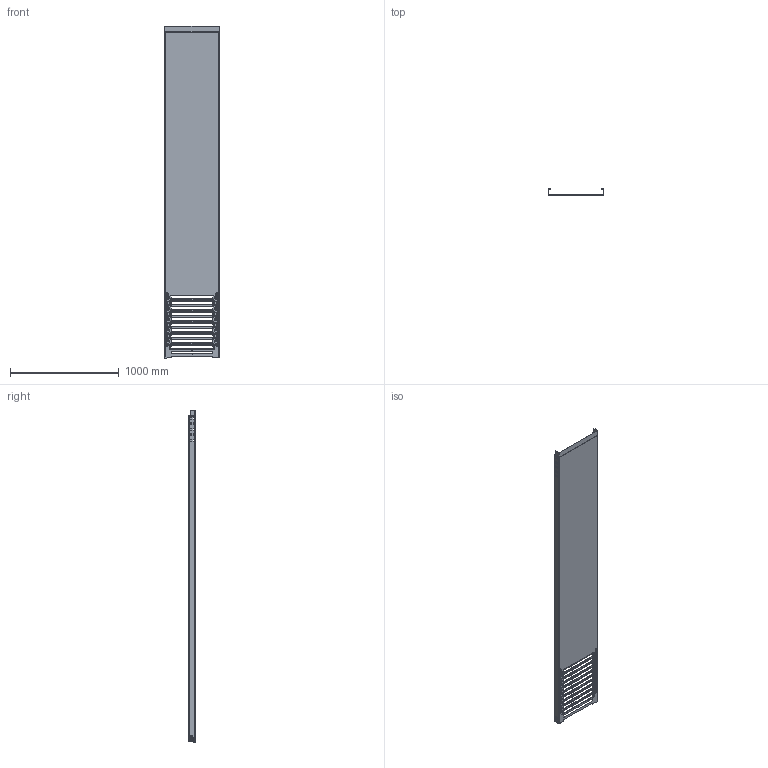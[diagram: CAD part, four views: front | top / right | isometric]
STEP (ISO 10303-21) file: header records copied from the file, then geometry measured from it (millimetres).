
FILE_DESCRIPTION (( 'STEP AP214' ), '1' );
FILE_NAME ('6059500.STEP', '2025-08-22T05:50:45', ( '' ), ( '' ), 'SwSTEP 2.0', 'SolidWorks 2024', '' );
FILE_SCHEMA (( 'AUTOMOTIVE_DESIGN' ));
Length unit declared in the file: millimetre
Products named in the file (1): 6059500
Bounding box: 504.5 x 63.5 x 3050 mm (x, y, z)
Volume: 2759285 mm3; surface area: 3716946.7 mm2
Topology: 1 solids, 1 shells, 2029 faces, 5169 edges, 3182 vertices
Faces by surface type: cylinder 800, plane 635, torus 384, cone 186, bspline 20, sphere 4
Entity records: 62228 total; most frequent: DIRECTION 11527, CARTESIAN_POINT 11123, ORIENTED_EDGE 10338, EDGE_CURVE 5169, AXIS2_PLACEMENT_3D 4402, VERTEX_POINT 3182, LINE 2723, VECTOR 2723
